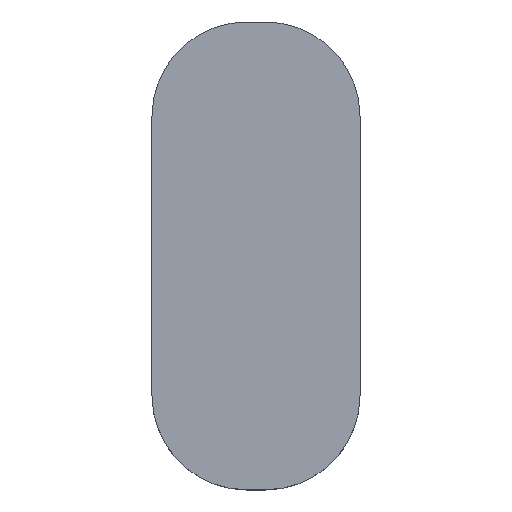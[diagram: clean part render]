
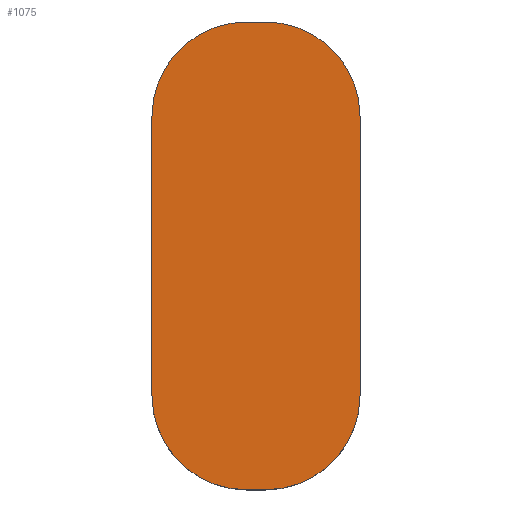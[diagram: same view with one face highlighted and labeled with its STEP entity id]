
A CAD part, top view. The second image highlights one B-rep face of the part: STEP entity #1075.
In plain terms, the highlighted planar face has unit normal (0, 0, 1).
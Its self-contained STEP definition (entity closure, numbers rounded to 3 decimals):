
#38 = CIRCLE ( 'NONE', #638, 2. ) ;
#132 = LINE ( 'NONE', #152, #1487 ) ;
#152 = CARTESIAN_POINT ( 'NONE',  ( -0.938, 9.957, 2.7 ) ) ;
#232 = CARTESIAN_POINT ( 'NONE',  ( -0.938, 0.046, 2.7 ) ) ;
#328 = CARTESIAN_POINT ( 'NONE',  ( -1.345, 0.046, 2.7 ) ) ;
#352 = CARTESIAN_POINT ( 'NONE',  ( -1.345, 9.957, 2.7 ) ) ;
#358 = DIRECTION ( 'NONE',  ( 0., 0., 1. ) ) ;
#402 = ORIENTED_EDGE ( 'NONE', *, *, #792, .T. ) ;
#622 = DIRECTION ( 'NONE',  ( 0., 0., 1. ) ) ;
#638 = AXIS2_PLACEMENT_3D ( 'NONE', #1365, #622, #2822 ) ;
#760 = VERTEX_POINT ( 'NONE', #3130 ) ;
#792 = EDGE_CURVE ( 'NONE', #1999, #3590, #4084, .T. ) ;
#856 = DIRECTION ( 'NONE',  ( -1., 0., 0. ) ) ;
#872 = EDGE_CURVE ( 'NONE', #4465, #3757, #4201, .T. ) ;
#876 = DIRECTION ( 'NONE',  ( 1., 0., 0. ) ) ;
#955 = ORIENTED_EDGE ( 'NONE', *, *, #872, .T. ) ;
#1051 = AXIS2_PLACEMENT_3D ( 'NONE', #1758, #3266, #1852 ) ;
#1075 = ADVANCED_FACE ( 'NONE', ( #2424 ), #2841, .T. ) ;
#1086 = VECTOR ( 'NONE', #1367, 1000. ) ;
#1206 = CIRCLE ( 'NONE', #1051, 2. ) ;
#1289 = VECTOR ( 'NONE', #4244, 1000. ) ;
#1301 = CARTESIAN_POINT ( 'NONE',  ( -0.938, 7.957, 2.7 ) ) ;
#1365 = CARTESIAN_POINT ( 'NONE',  ( -0.938, 2.046, 2.7 ) ) ;
#1367 = DIRECTION ( 'NONE',  ( 0., -1., 0. ) ) ;
#1487 = VECTOR ( 'NONE', #856, 1000. ) ;
#1738 = AXIS2_PLACEMENT_3D ( 'NONE', #3869, #4223, #4555 ) ;
#1758 = CARTESIAN_POINT ( 'NONE',  ( -1.345, 7.957, 2.7 ) ) ;
#1832 = CARTESIAN_POINT ( 'NONE',  ( -1.345, 2.046, 2.7 ) ) ;
#1852 = DIRECTION ( 'NONE',  ( 1., 0., 0. ) ) ;
#1856 = AXIS2_PLACEMENT_3D ( 'NONE', #1301, #358, #1977 ) ;
#1901 = EDGE_CURVE ( 'NONE', #3590, #4465, #38, .T. ) ;
#1964 = CARTESIAN_POINT ( 'NONE',  ( -3.345, 7.957, 2.7 ) ) ;
#1977 = DIRECTION ( 'NONE',  ( 1., 0., 0. ) ) ;
#1999 = VERTEX_POINT ( 'NONE', #328 ) ;
#2012 = EDGE_CURVE ( 'NONE', #3069, #3389, #1206, .T. ) ;
#2108 = VECTOR ( 'NONE', #876, 1000. ) ;
#2295 = ORIENTED_EDGE ( 'NONE', *, *, #2012, .T. ) ;
#2309 = ORIENTED_EDGE ( 'NONE', *, *, #4528, .T. ) ;
#2406 = ORIENTED_EDGE ( 'NONE', *, *, #4240, .T. ) ;
#2424 = FACE_OUTER_BOUND ( 'NONE', #3736, .T. ) ;
#2566 = CARTESIAN_POINT ( 'NONE',  ( 1.062, 2.046, 2.7 ) ) ;
#2679 = CARTESIAN_POINT ( 'NONE',  ( -0.938, 0.046, 2.7 ) ) ;
#2755 = EDGE_CURVE ( 'NONE', #3389, #4160, #3086, .T. ) ;
#2822 = DIRECTION ( 'NONE',  ( -1., 0., 0. ) ) ;
#2841 = PLANE ( 'NONE',  #1738 ) ;
#2914 = ORIENTED_EDGE ( 'NONE', *, *, #1901, .T. ) ;
#2986 = DIRECTION ( 'NONE',  ( -1., 0., 0. ) ) ;
#3069 = VERTEX_POINT ( 'NONE', #352 ) ;
#3086 = LINE ( 'NONE', #3501, #1086 ) ;
#3130 = CARTESIAN_POINT ( 'NONE',  ( -0.938, 9.957, 2.7 ) ) ;
#3230 = AXIS2_PLACEMENT_3D ( 'NONE', #1832, #3681, #2986 ) ;
#3266 = DIRECTION ( 'NONE',  ( 0., 0., 1. ) ) ;
#3287 = CIRCLE ( 'NONE', #1856, 2. ) ;
#3389 = VERTEX_POINT ( 'NONE', #1964 ) ;
#3448 = CIRCLE ( 'NONE', #3230, 2. ) ;
#3501 = CARTESIAN_POINT ( 'NONE',  ( -3.345, 2.046, 2.7 ) ) ;
#3590 = VERTEX_POINT ( 'NONE', #232 ) ;
#3681 = DIRECTION ( 'NONE',  ( 0., 0., 1. ) ) ;
#3736 = EDGE_LOOP ( 'NONE', ( #4446, #2309, #402, #2914, #955, #2406, #3760, #2295 ) ) ;
#3757 = VERTEX_POINT ( 'NONE', #3793 ) ;
#3760 = ORIENTED_EDGE ( 'NONE', *, *, #4019, .T. ) ;
#3793 = CARTESIAN_POINT ( 'NONE',  ( 1.062, 7.957, 2.7 ) ) ;
#3869 = CARTESIAN_POINT ( 'NONE',  ( 0., 0., 2.7 ) ) ;
#4019 = EDGE_CURVE ( 'NONE', #760, #3069, #132, .T. ) ;
#4084 = LINE ( 'NONE', #2679, #2108 ) ;
#4160 = VERTEX_POINT ( 'NONE', #4539 ) ;
#4201 = LINE ( 'NONE', #4620, #1289 ) ;
#4223 = DIRECTION ( 'NONE',  ( 0., 0., 1. ) ) ;
#4240 = EDGE_CURVE ( 'NONE', #3757, #760, #3287, .T. ) ;
#4244 = DIRECTION ( 'NONE',  ( 0., 1., 0. ) ) ;
#4446 = ORIENTED_EDGE ( 'NONE', *, *, #2755, .T. ) ;
#4465 = VERTEX_POINT ( 'NONE', #2566 ) ;
#4528 = EDGE_CURVE ( 'NONE', #4160, #1999, #3448, .T. ) ;
#4539 = CARTESIAN_POINT ( 'NONE',  ( -3.345, 2.046, 2.7 ) ) ;
#4555 = DIRECTION ( 'NONE',  ( 1., 0., 0. ) ) ;
#4620 = CARTESIAN_POINT ( 'NONE',  ( 1.062, 2.046, 2.7 ) ) ;
